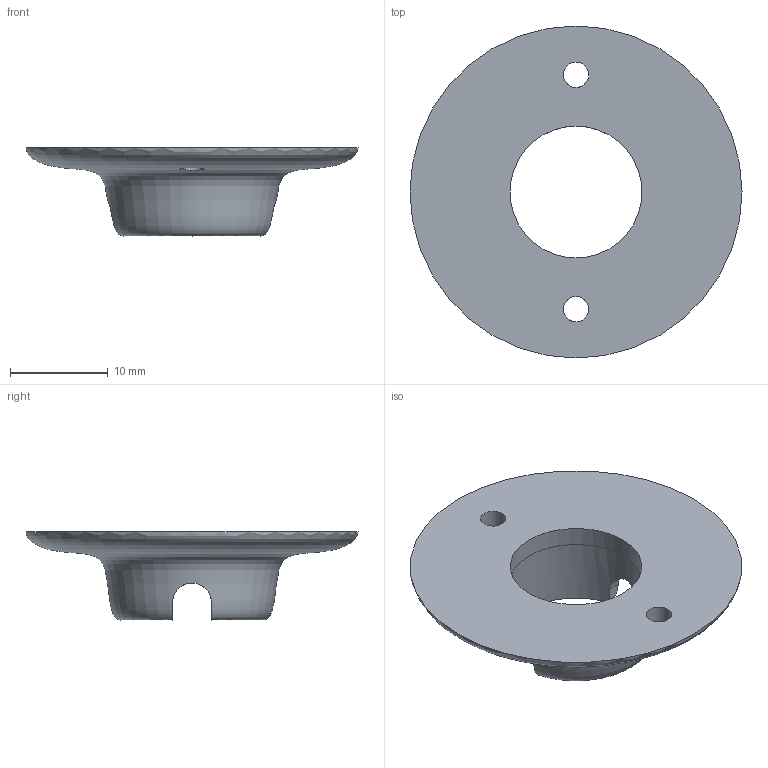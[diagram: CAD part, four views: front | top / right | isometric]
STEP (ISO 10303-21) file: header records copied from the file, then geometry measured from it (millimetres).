
FILE_DESCRIPTION(('FreeCAD Model'),'2;1');
FILE_NAME('Open CASCADE Shape Model','2024-05-20T18:20:37',('Author'),( ''),'Open CASCADE STEP processor 7.6','FreeCAD','Unknown');
FILE_SCHEMA(('AUTOMOTIVE_DESIGN { 1 0 10303 214 1 1 1 1 }'));
Length unit declared in the file: millimetre
Products named in the file (1): Body
Bounding box: 34 x 34 x 9.02 mm (x, y, z)
Volume: 1896.5 mm3; surface area: 2256.2 mm2
Topology: 1 solids, 1 shells, 13 faces, 35 edges, 23 vertices
Faces by surface type: cylinder 6, plane 6, revolution 1
Full cylindrical faces by diameter (mm): 2.6 x2, 13.5 x1, 14.3 x1
Entity records: 882 total; most frequent: CARTESIAN_POINT 538, ORIENTED_EDGE 70, DIRECTION 57, EDGE_CURVE 35, VERTEX_POINT 23, AXIS2_PLACEMENT_3D 22, FACE_BOUND 18, EDGE_LOOP 18
